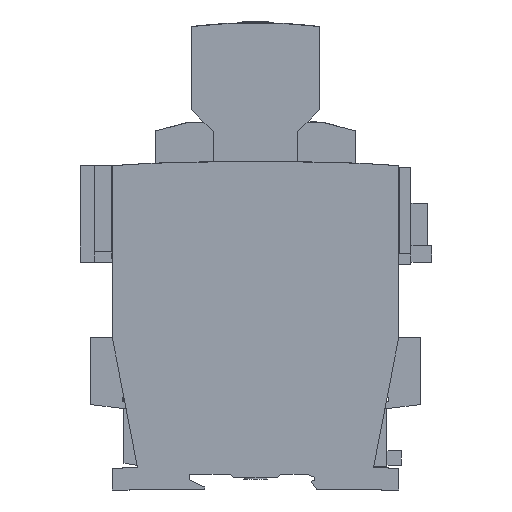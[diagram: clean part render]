
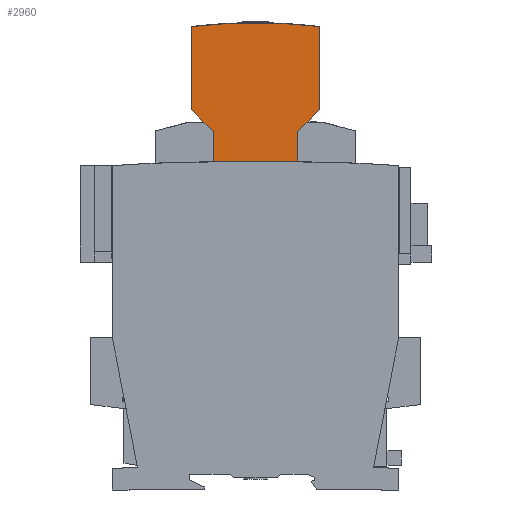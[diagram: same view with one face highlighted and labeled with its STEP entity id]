
A CAD part, left-side view. The second image highlights one B-rep face of the part: STEP entity #2960.
In plain terms, the highlighted face is planar.
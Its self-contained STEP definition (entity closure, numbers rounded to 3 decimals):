
#2960 = ADVANCED_FACE( '', ( #6333 ), #6334, .T. );
#6333 = FACE_OUTER_BOUND( '', #10140, .T. );
#6334 = PLANE( '', #10141 );
#10140 = EDGE_LOOP( '', ( #18394, #18395, #18396, #18397, #18398, #18399, #18400, #18401, #18402, #18403, #18404, #18405 ) );
#10141 = AXIS2_PLACEMENT_3D( '', #18406, #18407, #18408 );
#18394 = ORIENTED_EDGE( '', *, *, #24008, .T. );
#18395 = ORIENTED_EDGE( '', *, *, #25678, .T. );
#18396 = ORIENTED_EDGE( '', *, *, #25664, .T. );
#18397 = ORIENTED_EDGE( '', *, *, #24483, .T. );
#18398 = ORIENTED_EDGE( '', *, *, #25679, .T. );
#18399 = ORIENTED_EDGE( '', *, *, #24447, .T. );
#18400 = ORIENTED_EDGE( '', *, *, #24059, .T. );
#18401 = ORIENTED_EDGE( '', *, *, #24570, .T. );
#18402 = ORIENTED_EDGE( '', *, *, #24796, .T. );
#18403 = ORIENTED_EDGE( '', *, *, #23812, .T. );
#18404 = ORIENTED_EDGE( '', *, *, #25680, .T. );
#18405 = ORIENTED_EDGE( '', *, *, #25306, .T. );
#18406 = CARTESIAN_POINT( '', ( 18., 0., -118.9 ) );
#18407 = DIRECTION( '', ( 1., 0., 0. ) );
#18408 = DIRECTION( '', ( 0., 0., -1. ) );
#23812 = EDGE_CURVE( '', #29116, #29114, #29117, .T. );
#24008 = EDGE_CURVE( '', #29403, #29431, #29433, .T. );
#24059 = EDGE_CURVE( '', #29508, #29513, #29515, .T. );
#24447 = EDGE_CURVE( '', #30102, #29508, #30103, .T. );
#24483 = EDGE_CURVE( '', #30150, #30155, #30157, .T. );
#24570 = EDGE_CURVE( '', #29513, #30289, #30291, .T. );
#24796 = EDGE_CURVE( '', #30289, #29116, #30612, .T. );
#25306 = EDGE_CURVE( '', #31316, #29403, #31320, .T. );
#25664 = EDGE_CURVE( '', #31799, #30150, #31800, .T. );
#25678 = EDGE_CURVE( '', #29431, #31799, #31818, .T. );
#25679 = EDGE_CURVE( '', #30155, #30102, #31819, .T. );
#25680 = EDGE_CURVE( '', #29114, #31316, #31820, .T. );
#29114 = VERTEX_POINT( '', #36678 );
#29116 = VERTEX_POINT( '', #36681 );
#29117 = LINE( '', #36682, #36683 );
#29403 = VERTEX_POINT( '', #37479 );
#29431 = VERTEX_POINT( '', #37522 );
#29433 = LINE( '', #37525, #37526 );
#29508 = VERTEX_POINT( '', #37645 );
#29513 = VERTEX_POINT( '', #37652 );
#29515 = LINE( '', #37655, #37656 );
#30102 = VERTEX_POINT( '', #38911 );
#30103 = LINE( '', #38912, #38913 );
#30150 = VERTEX_POINT( '', #38981 );
#30155 = VERTEX_POINT( '', #38988 );
#30157 = LINE( '', #38991, #38992 );
#30289 = VERTEX_POINT( '', #39197 );
#30291 = LINE( '', #39200, #39201 );
#30612 = LINE( '', #39673, #39674 );
#31316 = VERTEX_POINT( '', #40736 );
#31320 = LINE( '', #40742, #40743 );
#31799 = VERTEX_POINT( '', #41460 );
#31800 = LINE( '', #41461, #41462 );
#31818 = CIRCLE( '', #41489, 160. );
#31819 = LINE( '', #41490, #41491 );
#31820 = LINE( '', #41492, #41493 );
#36678 = CARTESIAN_POINT( '', ( 18., 12.5, -0.2 ) );
#36681 = CARTESIAN_POINT( '', ( 18., 7.5, -0.2 ) );
#36682 = CARTESIAN_POINT( '', ( 18., 7.5, -0.2 ) );
#36683 = VECTOR( '', #44405, 1000. );
#37479 = CARTESIAN_POINT( '', ( 18., 19., 15.3 ) );
#37522 = CARTESIAN_POINT( '', ( 18., 19., 39.968 ) );
#37525 = CARTESIAN_POINT( '', ( 18., 19., 15.3 ) );
#37526 = VECTOR( '', #44572, 1000. );
#37645 = CARTESIAN_POINT( '', ( 18., -7.5, -0.2 ) );
#37652 = CARTESIAN_POINT( '', ( 18., -7.154, 0. ) );
#37655 = CARTESIAN_POINT( '', ( 18., -7.5, -0.2 ) );
#37656 = VECTOR( '', #44626, 1000. );
#38911 = CARTESIAN_POINT( '', ( 18., -12.5, -0.2 ) );
#38912 = CARTESIAN_POINT( '', ( 18., -12.5, -0.2 ) );
#38913 = VECTOR( '', #44988, 1000. );
#38981 = CARTESIAN_POINT( '', ( 18., -19., 15.3 ) );
#38988 = CARTESIAN_POINT( '', ( 18., -12.5, 8.8 ) );
#38991 = CARTESIAN_POINT( '', ( 18., -19., 15.3 ) );
#38992 = VECTOR( '', #45019, 1000. );
#39197 = CARTESIAN_POINT( '', ( 18., 7.154, 0. ) );
#39200 = CARTESIAN_POINT( '', ( 18., -7.154, 0. ) );
#39201 = VECTOR( '', #45100, 1000. );
#39673 = CARTESIAN_POINT( '', ( 18., 7.154, 0. ) );
#39674 = VECTOR( '', #45291, 1000. );
#40736 = CARTESIAN_POINT( '', ( 18., 12.5, 8.8 ) );
#40742 = CARTESIAN_POINT( '', ( 18., 12.5, 8.8 ) );
#40743 = VECTOR( '', #45712, 1000. );
#41460 = CARTESIAN_POINT( '', ( 18., -19., 39.968 ) );
#41461 = CARTESIAN_POINT( '', ( 18., -19., 39.968 ) );
#41462 = VECTOR( '', #46002, 1000. );
#41489 = AXIS2_PLACEMENT_3D( '', #46012, #46013, #46014 );
#41490 = CARTESIAN_POINT( '', ( 18., -12.5, 8.8 ) );
#41491 = VECTOR( '', #46015, 1000. );
#41492 = CARTESIAN_POINT( '', ( 18., 12.5, -0.2 ) );
#41493 = VECTOR( '', #46016, 1000. );
#44405 = DIRECTION( '', ( 0., 1., 0. ) );
#44572 = DIRECTION( '', ( 0., 0., 1. ) );
#44626 = DIRECTION( '', ( 0., 0.866, 0.5 ) );
#44988 = DIRECTION( '', ( 0., 1., 0. ) );
#45019 = DIRECTION( '', ( 0., 0.707, -0.707 ) );
#45100 = DIRECTION( '', ( 0., 1., 0. ) );
#45291 = DIRECTION( '', ( 0., 0.866, -0.5 ) );
#45712 = DIRECTION( '', ( 0., 0.707, 0.707 ) );
#46002 = DIRECTION( '', ( 0., 0., -1. ) );
#46012 = CARTESIAN_POINT( '', ( 18., 0., -118.9 ) );
#46013 = DIRECTION( '', ( 1., 0., 0. ) );
#46014 = DIRECTION( '', ( 0., 0., -1. ) );
#46015 = DIRECTION( '', ( 0., 0., -1. ) );
#46016 = DIRECTION( '', ( 0., 0., 1. ) );
